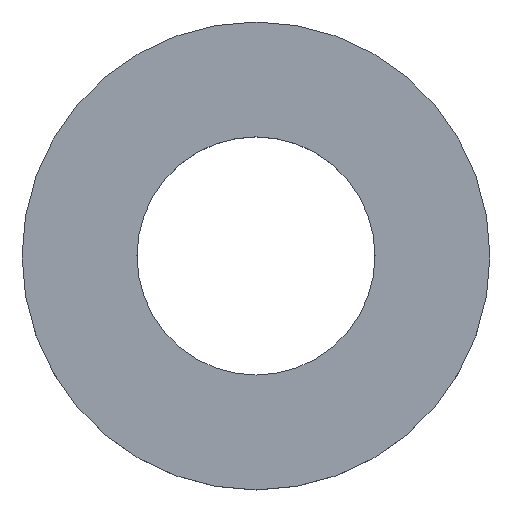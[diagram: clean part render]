
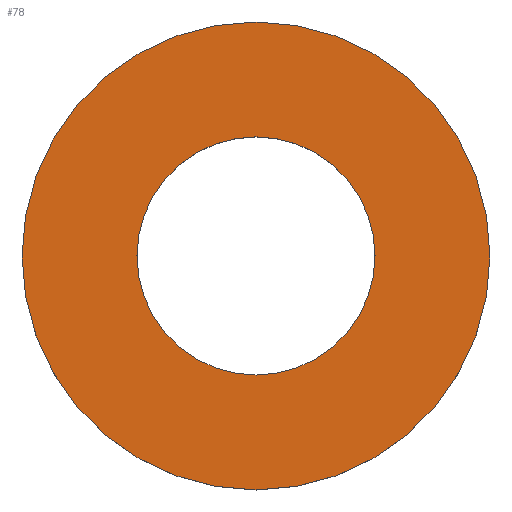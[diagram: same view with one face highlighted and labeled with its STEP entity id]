
A CAD part, top view. The second image highlights one B-rep face of the part: STEP entity #78.
In plain terms, the highlighted planar face has unit normal (0, 0, 1).
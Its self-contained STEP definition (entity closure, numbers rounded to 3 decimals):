
#78 = ADVANCED_FACE( '', ( #89, #90 ), #91, .F. );
#89 = FACE_BOUND( '', #101, .T. );
#90 = FACE_OUTER_BOUND( '', #102, .T. );
#91 = PLANE( '', #103 );
#101 = EDGE_LOOP( '', ( #119 ) );
#102 = EDGE_LOOP( '', ( #120 ) );
#103 = AXIS2_PLACEMENT_3D( '', #121, #122, #123 );
#119 = ORIENTED_EDGE( '', *, *, #124, .T. );
#120 = ORIENTED_EDGE( '', *, *, #126, .F. );
#121 = CARTESIAN_POINT( '', ( 0., 0., 1.5 ) );
#122 = DIRECTION( '', ( 0., 0., -1. ) );
#123 = DIRECTION( '', ( -1., 0., 0. ) );
#124 = EDGE_CURVE( '', #128, #128, #129, .T. );
#126 = EDGE_CURVE( '', #132, #132, #133, .T. );
#128 = VERTEX_POINT( '', #136 );
#129 = CIRCLE( '', #137, 4.25 );
#132 = VERTEX_POINT( '', #140 );
#133 = CIRCLE( '', #141, 8.35 );
#136 = CARTESIAN_POINT( '', ( 4.25, 0., 1.5 ) );
#137 = AXIS2_PLACEMENT_3D( '', #144, #145, #146 );
#140 = CARTESIAN_POINT( '', ( 8.35, 0., 1.5 ) );
#141 = AXIS2_PLACEMENT_3D( '', #150, #151, #152 );
#144 = CARTESIAN_POINT( '', ( 0., 0., 1.5 ) );
#145 = DIRECTION( '', ( 0., 0., -1. ) );
#146 = DIRECTION( '', ( 1., 0., 0. ) );
#150 = CARTESIAN_POINT( '', ( 0., 0., 1.5 ) );
#151 = DIRECTION( '', ( 0., 0., -1. ) );
#152 = DIRECTION( '', ( 1., 0., 0. ) );
